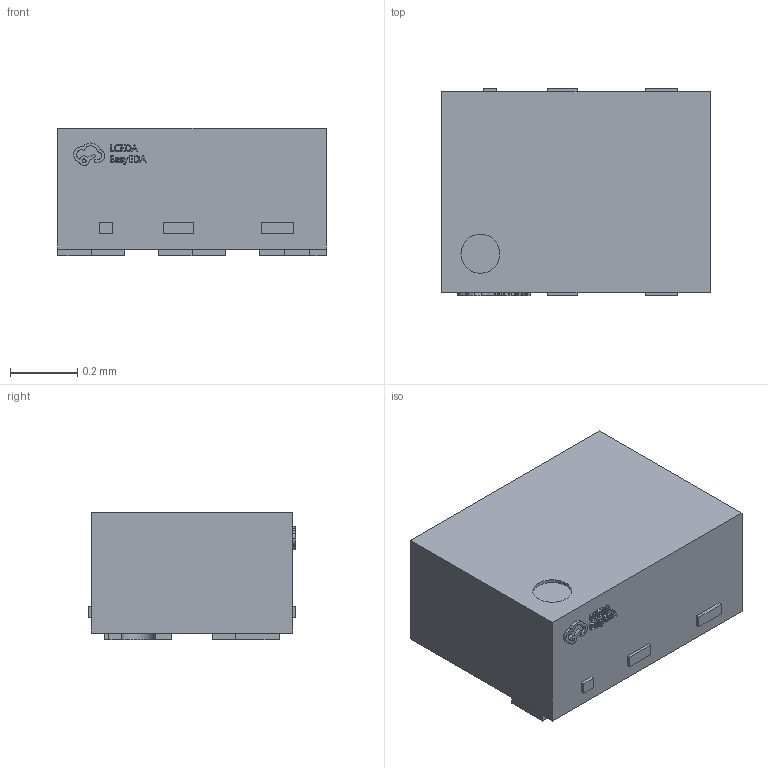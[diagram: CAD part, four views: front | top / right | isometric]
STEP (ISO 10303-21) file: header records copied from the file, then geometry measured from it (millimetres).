
FILE_DESCRIPTION (( 'STEP AP214' ), '1' );
FILE_NAME ('X2-DFN0806-6_L0.8-W0.6_X2-DFN0806-6.STEP', '2023-05-09T07:36:28', ( 'PC' ), ( 'Microsoft' ), 'SwSTEP 2.0', 'SolidWorks 2020', '' );
FILE_SCHEMA (( 'AUTOMOTIVE_DESIGN' ));
Length unit declared in the file: millimetre
Products named in the file (1): X2-DFN0806-6_L0.8-W0.6_X2-DFN0806-6
Bounding box: 0.8 x 0.62 x 0.38 mm (x, y, z)
Volume: 0.2 mm3; surface area: 2.3 mm2
Topology: 7 solids, 7 shells, 305 faces, 795 edges, 530 vertices
Faces by surface type: plane 204, bspline 98, cylinder 3
Entity records: 13210 total; most frequent: CARTESIAN_POINT 2937, ORIENTED_EDGE 1590, DIRECTION 1017, EDGE_CURVE 795, LINE 589, VECTOR 589, VERTEX_POINT 530, EDGE_LOOP 331
